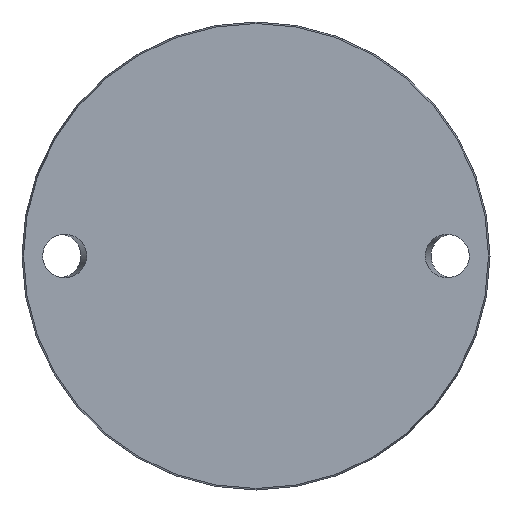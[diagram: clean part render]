
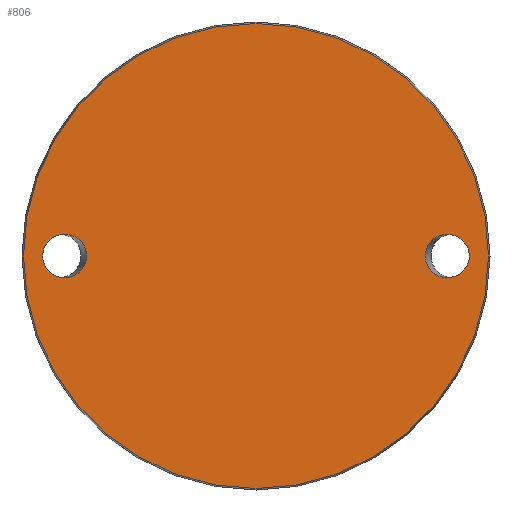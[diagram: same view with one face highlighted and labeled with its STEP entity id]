
A CAD part, front view. The second image highlights one B-rep face of the part: STEP entity #806.
In plain terms, the highlighted planar face has unit normal (0, -1, 0).
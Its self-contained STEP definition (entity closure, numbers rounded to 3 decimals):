
#49 = PLANE ( 'NONE',  #699 ) ;
#69 = VERTEX_POINT ( 'NONE', #298 ) ;
#112 = EDGE_LOOP ( 'NONE', ( #515 ) ) ;
#138 = VERTEX_POINT ( 'NONE', #760 ) ;
#141 = FACE_BOUND ( 'NONE', #427, .T. ) ;
#143 = CARTESIAN_POINT ( 'NONE',  ( -81.115, 0., 0. ) ) ;
#149 = CARTESIAN_POINT ( 'NONE',  ( -88.425, 0., 0. ) ) ;
#191 = CARTESIAN_POINT ( 'NONE',  ( -81.115, 0., 0. ) ) ;
#202 = ORIENTED_EDGE ( 'NONE', *, *, #491, .T. ) ;
#229 = FACE_OUTER_BOUND ( 'NONE', #112, .T. ) ;
#286 = FACE_BOUND ( 'NONE', #923, .T. ) ;
#296 = DIRECTION ( 'NONE',  ( 0., 0., -1. ) ) ;
#298 = CARTESIAN_POINT ( 'NONE',  ( 0., 0., -88.425 ) ) ;
#299 = CARTESIAN_POINT ( 'NONE',  ( 64.385, 0., -16.5 ) ) ;
#380 = CARTESIAN_POINT ( 'NONE',  ( -64.385, 0., -16.5 ) ) ;
#427 = EDGE_LOOP ( 'NONE', ( #629 ) ) ;
#444 = DIRECTION ( 'NONE',  ( 0., 0., 1. ) ) ;
#449 = DIRECTION ( 'NONE',  ( 0., 1., 0. ) ) ;
#462 = CARTESIAN_POINT ( 'NONE',  ( -81.115, 0., -16.5 ) ) ;
#491 = EDGE_CURVE ( 'NONE', #581, #581, #977, .T. ) ;
#515 = ORIENTED_EDGE ( 'NONE', *, *, #823, .T. ) ;
#540 = CARTESIAN_POINT ( 'NONE',  ( 0., 0., 0. ) ) ;
#581 = VERTEX_POINT ( 'NONE', #191 ) ;
#598 = CARTESIAN_POINT ( 'NONE',  ( 64.385, 0., 16.5 ) ) ;
#599 = CARTESIAN_POINT ( 'NONE',  ( -64.385, 0., 0. ) ) ;
#604 = DIRECTION ( 'NONE',  ( 0., -1., 0. ) ) ;
#612 = CARTESIAN_POINT ( 'NONE',  ( 64.385, 0., 0. ) ) ;
#629 = ORIENTED_EDGE ( 'NONE', *, *, #870, .F. ) ;
#668 = AXIS2_PLACEMENT_3D ( 'NONE', #540, #604, #296 ) ;
#673 = CARTESIAN_POINT ( 'NONE',  ( 64.385, 0., 0. ) ) ;
#677 = CARTESIAN_POINT ( 'NONE',  ( 81.115, 0., -16.5 ) ) ;
#687 = CARTESIAN_POINT ( 'NONE',  ( 81.115, 0., 16.5 ) ) ;
#688 = CARTESIAN_POINT ( 'NONE',  ( -64.385, 0., 16.5 ) ) ;
#699 = AXIS2_PLACEMENT_3D ( 'NONE', #149, #449, #444 ) ;
#710 =( BOUNDED_CURVE ( )  B_SPLINE_CURVE ( 3, ( #673, #299, #677, #905, #687, #598, #612 ),
 .UNSPECIFIED., .T., .T. ) 
 B_SPLINE_CURVE_WITH_KNOTS ( ( 4, 3, 4 ),
 ( 0., 3.142, 6.283 ),
 .UNSPECIFIED. ) 
 CURVE ( )  GEOMETRIC_REPRESENTATION_ITEM ( )  RATIONAL_B_SPLINE_CURVE ( ( 1., 0.333, 0.333, 1., 0.333, 0.333, 1. ) ) 
 REPRESENTATION_ITEM ( '' )  );
#760 = CARTESIAN_POINT ( 'NONE',  ( 64.385, 0., 0. ) ) ;
#806 = ADVANCED_FACE ( 'NONE', ( #286, #141, #229 ), #49, .F. ) ;
#823 = EDGE_CURVE ( 'NONE', #69, #69, #964, .T. ) ;
#870 = EDGE_CURVE ( 'NONE', #138, #138, #710, .T. ) ;
#905 = CARTESIAN_POINT ( 'NONE',  ( 81.115, 0., 0. ) ) ;
#923 = EDGE_LOOP ( 'NONE', ( #202 ) ) ;
#964 = CIRCLE ( 'NONE', #668, 88.425 ) ;
#977 =( BOUNDED_CURVE ( )  B_SPLINE_CURVE ( 3, ( #991, #997, #688, #599, #380, #462, #143 ),
 .UNSPECIFIED., .T., .T. ) 
 B_SPLINE_CURVE_WITH_KNOTS ( ( 4, 3, 4 ),
 ( 0., 3.142, 6.283 ),
 .UNSPECIFIED. ) 
 CURVE ( )  GEOMETRIC_REPRESENTATION_ITEM ( )  RATIONAL_B_SPLINE_CURVE ( ( 1., 0.333, 0.333, 1., 0.333, 0.333, 1. ) ) 
 REPRESENTATION_ITEM ( '' )  );
#991 = CARTESIAN_POINT ( 'NONE',  ( -81.115, 0., 0. ) ) ;
#997 = CARTESIAN_POINT ( 'NONE',  ( -81.115, 0., 16.5 ) ) ;
